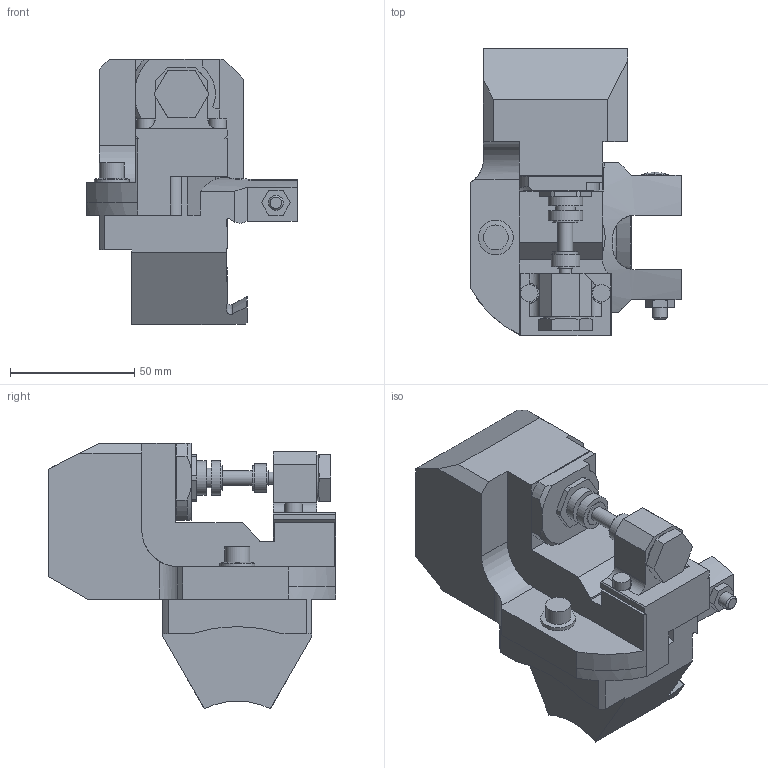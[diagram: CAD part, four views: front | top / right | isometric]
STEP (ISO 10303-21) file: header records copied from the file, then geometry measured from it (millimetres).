
FILE_DESCRIPTION(/* description */ (''),/* implementation_level */ '2;1');
FILE_NAME(/* name */ '10011182440nxv000_00_214.stp',/* time_stamp */ '2022-09-26T12:44:36+02:00',/* author */ (''),/* organization */ (''),/* preprocessor_version */ 'ST-DEVELOPER v16.7',/* originating_system */ 'SIEMENS PLM Software NX 12.0',/* authorisation */ '');
FILE_SCHEMA (('AUTOMOTIVE_DESIGN { 1 0 10303 214 3 1 1 1 }'));
Length unit declared in the file: millimetre
Products named in the file (1): 10011182440nxv000_00
Bounding box: 84.5 x 115.5 x 106.78 mm (x, y, z)
Volume: 362288.9 mm3; surface area: 48756.8 mm2
Topology: 1 solids, 1 shells, 196 faces, 522 edges, 343 vertices
Faces by surface type: plane 114, cylinder 58, cone 19, torus 3, sphere 2
Full cylindrical faces by diameter (mm): 4.8 x1, 6 x3, 7 x2, 8 x1, 10 x3, 11 x1, 11.554 x1, 13.856 x2, 14 x1, 18.3 x1, 27.325 x1
Entity records: 6100 total; most frequent: CARTESIAN_POINT 1256, DIRECTION 988, ORIENTED_EDGE 980, EDGE_CURVE 490, AXIS2_PLACEMENT_3D 347, VERTEX_POINT 334, LINE 294, VECTOR 294
